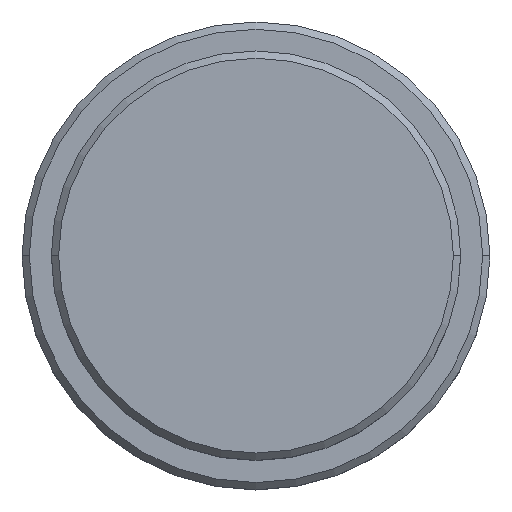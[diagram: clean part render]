
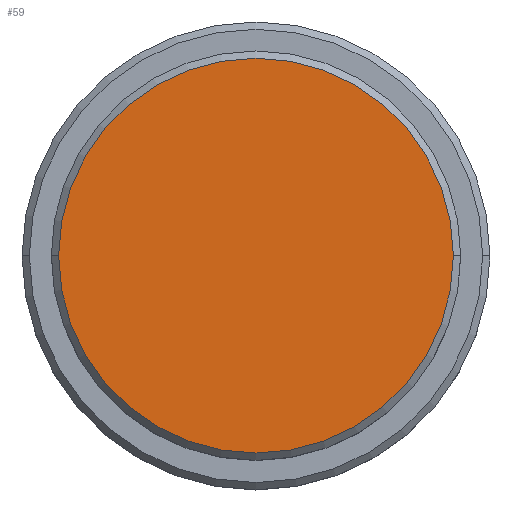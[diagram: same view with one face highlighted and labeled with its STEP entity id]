
A CAD part, top view. The second image highlights one B-rep face of the part: STEP entity #59.
In plain terms, the highlighted planar face has unit normal (0, 0, 1).
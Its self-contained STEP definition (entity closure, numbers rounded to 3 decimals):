
#59 = ADVANCED_FACE ( 'NONE', ( #622 ), #1061, .T. ) ;
#68 = AXIS2_PLACEMENT_3D ( 'NONE', #1142, #1272, #1387 ) ;
#297 = CARTESIAN_POINT ( 'NONE',  ( 0., 0., 0. ) ) ;
#308 = DIRECTION ( 'NONE',  ( 1., 0., 0. ) ) ;
#315 = VERTEX_POINT ( 'NONE', #864 ) ;
#322 = CIRCLE ( 'NONE', #871, 13.5 ) ;
#406 = ORIENTED_EDGE ( 'NONE', *, *, #748, .T. ) ;
#445 = CIRCLE ( 'NONE', #68, 13.5 ) ;
#533 = AXIS2_PLACEMENT_3D ( 'NONE', #297, #629, #308 ) ;
#622 = FACE_OUTER_BOUND ( 'NONE', #1312, .T. ) ;
#629 = DIRECTION ( 'NONE',  ( 0., 0., 1. ) ) ;
#655 = EDGE_CURVE ( 'NONE', #315, #1317, #322, .T. ) ;
#695 = CARTESIAN_POINT ( 'NONE',  ( 0., 0., 0. ) ) ;
#748 = EDGE_CURVE ( 'NONE', #1317, #315, #445, .T. ) ;
#864 = CARTESIAN_POINT ( 'NONE',  ( 13.5, 0., 0. ) ) ;
#871 = AXIS2_PLACEMENT_3D ( 'NONE', #695, #922, #1128 ) ;
#922 = DIRECTION ( 'NONE',  ( 0., 0., 1. ) ) ;
#1014 = CARTESIAN_POINT ( 'NONE',  ( -13.5, 0., 0. ) ) ;
#1017 = ORIENTED_EDGE ( 'NONE', *, *, #655, .T. ) ;
#1061 = PLANE ( 'NONE',  #533 ) ;
#1128 = DIRECTION ( 'NONE',  ( 1., 0., 0. ) ) ;
#1142 = CARTESIAN_POINT ( 'NONE',  ( 0., 0., 0. ) ) ;
#1272 = DIRECTION ( 'NONE',  ( 0., 0., 1. ) ) ;
#1312 = EDGE_LOOP ( 'NONE', ( #406, #1017 ) ) ;
#1317 = VERTEX_POINT ( 'NONE', #1014 ) ;
#1387 = DIRECTION ( 'NONE',  ( 1., 0., 0. ) ) ;
